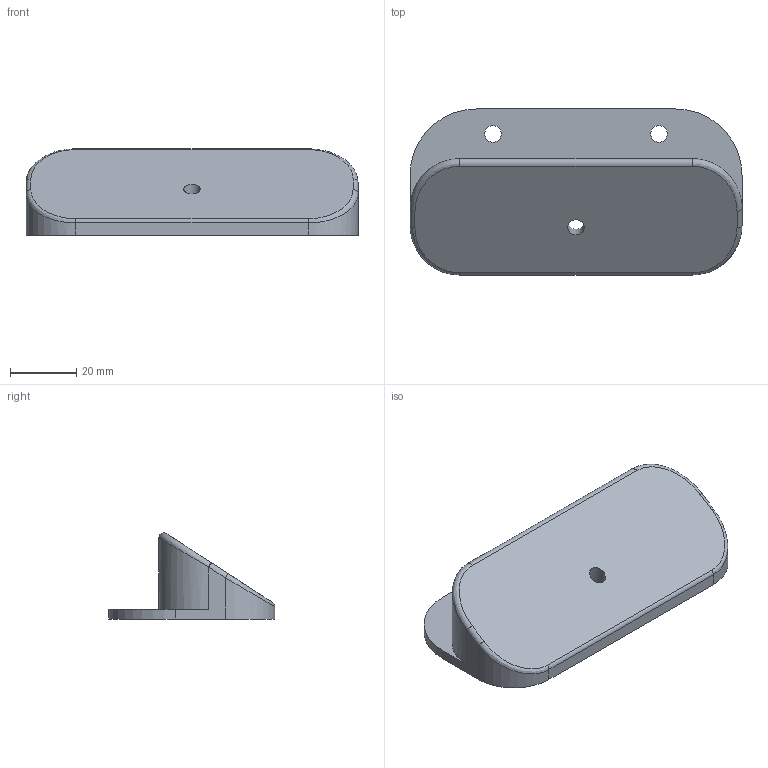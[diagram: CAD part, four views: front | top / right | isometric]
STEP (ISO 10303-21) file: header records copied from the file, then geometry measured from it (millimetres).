
FILE_DESCRIPTION(/* description */ (''),/* implementation_level */ '2;1');
FILE_NAME(/* name */ 'depth_camera_mount v13.step',/* time_stamp */ '2024-03-14T23:20:04Z',/* author */ (''),/* organization */ (''),/* preprocessor_version */ 'ST-DEVELOPER v20',/* originating_system */ 'Autodesk Translation Framework v12.20.1.177',/* authorisation */ '');
FILE_SCHEMA (('AUTOMOTIVE_DESIGN { 1 0 10303 214 3 1 1 }'));
Length unit declared in the file: millimetre
Products named in the file (1): depth_camera_mount
Bounding box: 100 x 50 x 25.96 mm (x, y, z)
Volume: 55322 mm3; surface area: 14143.3 mm2
Topology: 1 solids, 1 shells, 27 faces, 64 edges, 40 vertices
Faces by surface type: cylinder 14, plane 9, bspline 4
Full cylindrical faces by diameter (mm): 5 x3, 14 x1
Entity records: 964 total; most frequent: CARTESIAN_POINT 277, DIRECTION 144, ORIENTED_EDGE 128, EDGE_CURVE 64, AXIS2_PLACEMENT_3D 56, VERTEX_POINT 40, EDGE_LOOP 34, LINE 32
